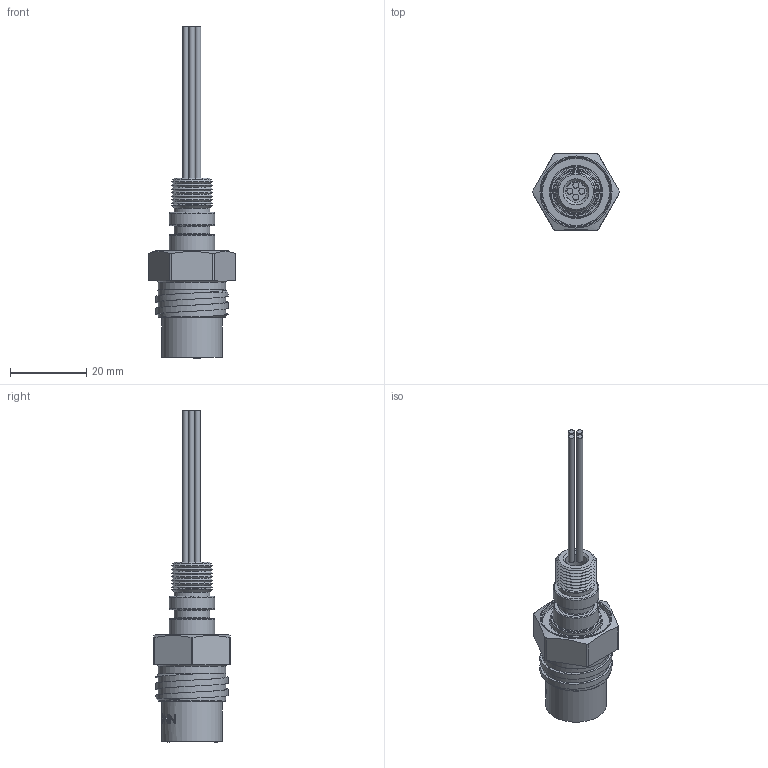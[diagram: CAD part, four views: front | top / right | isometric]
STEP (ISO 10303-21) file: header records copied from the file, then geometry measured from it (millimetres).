
FILE_DESCRIPTION(/* description */ (''),/* implementation_level */ '2;1');
FILE_NAME(/* name */ 'MCBH4F-G2 w 2 o-ring 20mm Hex.stp',/* time_stamp */ '2015-01-06T07:59:25+01:00',/* author */ ('sh'),/* organization */ (''),/* preprocessor_version */ 'ST-DEVELOPER v15.2',/* originating_system */ 'Autodesk Inventor 2014',/* authorisation */ '');
FILE_SCHEMA (('AUTOMOTIVE_DESIGN { 1 0 10303 214 3 1 1 }'));
Length unit declared in the file: inch
Products named in the file (1): MCBH4F-G2 w 2 o-ring 20mm Hex
Bounding box: 22.87 x 19.94 x 87.05 mm (x, y, z)
Volume: 6705 mm3; surface area: 7875.8 mm2
Topology: 14 solids, 14 shells, 493 faces, 1232 edges, 810 vertices
Faces by surface type: plane 191, cylinder 91, bspline 78, torus 77, cone 56
Full cylindrical faces by diameter (mm): 1.372 x4, 1.448 x4, 1.575 x4, 1.981 x1, 2.052 x4, 2.057 x12, 2.723 x4, 2.743 x4, 2.812 x4, 3.175 x16, 3.2 x4, 5.537 x1, 7.264 x1, 9.322 x1, 9.398 x1, 11.918 x2, 13.5 x1, 15.875 x1, 15.9 x1, 17.628 x1, 17.97 x1
Entity records: 20909 total; most frequent: CARTESIAN_POINT 10471, DIRECTION 1991, ORIENTED_EDGE 1968, EDGE_CURVE 984, AXIS2_PLACEMENT_3D 812, VERTEX_POINT 737, EDGE_LOOP 719, FACE_OUTER_BOUND 492
